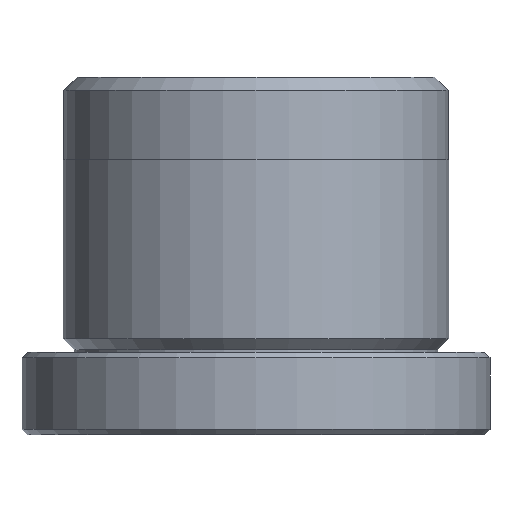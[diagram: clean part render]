
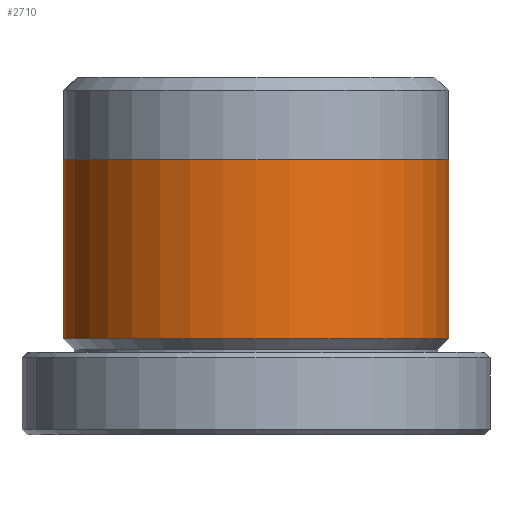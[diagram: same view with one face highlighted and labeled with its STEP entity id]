
A CAD part, front view. The second image highlights one B-rep face of the part: STEP entity #2710.
In plain terms, the highlighted cylindrical face has radius 7 mm (diameter 14 mm), a partial arc.
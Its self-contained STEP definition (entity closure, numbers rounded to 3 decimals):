
#31 = VERTEX_POINT ( 'NONE', #2549 ) ;
#93 = CARTESIAN_POINT ( 'NONE',  ( 7., 0., 10. ) ) ;
#117 = DIRECTION ( 'NONE',  ( 0., 0., -1. ) ) ;
#394 = CARTESIAN_POINT ( 'NONE',  ( 0., 0., 13. ) ) ;
#418 = ORIENTED_EDGE ( 'NONE', *, *, #3100, .F. ) ;
#439 = DIRECTION ( 'NONE',  ( 0., 0., -1. ) ) ;
#442 = AXIS2_PLACEMENT_3D ( 'NONE', #940, #2649, #1187 ) ;
#704 = ORIENTED_EDGE ( 'NONE', *, *, #2921, .F. ) ;
#741 = VECTOR ( 'NONE', #2513, 1000. ) ;
#940 = CARTESIAN_POINT ( 'NONE',  ( 0., 0., 10. ) ) ;
#1016 = VERTEX_POINT ( 'NONE', #93 ) ;
#1056 = CARTESIAN_POINT ( 'NONE',  ( -7., 0., 13. ) ) ;
#1067 = ORIENTED_EDGE ( 'NONE', *, *, #2483, .T. ) ;
#1176 = FACE_OUTER_BOUND ( 'NONE', #1478, .T. ) ;
#1187 = DIRECTION ( 'NONE',  ( 1., 0., 0. ) ) ;
#1346 = CARTESIAN_POINT ( 'NONE',  ( 7., 0., 13. ) ) ;
#1357 = ORIENTED_EDGE ( 'NONE', *, *, #2660, .F. ) ;
#1402 = VERTEX_POINT ( 'NONE', #1548 ) ;
#1471 = LINE ( 'NONE', #1056, #741 ) ;
#1478 = EDGE_LOOP ( 'NONE', ( #1357, #418, #1067, #704 ) ) ;
#1509 = CIRCLE ( 'NONE', #2767, 7. ) ;
#1548 = CARTESIAN_POINT ( 'NONE',  ( -7., 0., 10. ) ) ;
#1609 = CIRCLE ( 'NONE', #442, 7. ) ;
#1625 = DIRECTION ( 'NONE',  ( 0., 0., -1. ) ) ;
#1892 = CARTESIAN_POINT ( 'NONE',  ( 0., 0., 3.5 ) ) ;
#1896 = VERTEX_POINT ( 'NONE', #2365 ) ;
#2133 = DIRECTION ( 'NONE',  ( -1., 0., 0. ) ) ;
#2316 = CYLINDRICAL_SURFACE ( 'NONE', #2431, 7. ) ;
#2365 = CARTESIAN_POINT ( 'NONE',  ( 7., 0., 3.5 ) ) ;
#2431 = AXIS2_PLACEMENT_3D ( 'NONE', #394, #1625, #2812 ) ;
#2447 = VECTOR ( 'NONE', #117, 1000. ) ;
#2483 = EDGE_CURVE ( 'NONE', #1402, #31, #1471, .T. ) ;
#2513 = DIRECTION ( 'NONE',  ( 0., 0., -1. ) ) ;
#2549 = CARTESIAN_POINT ( 'NONE',  ( -7., 0., 3.5 ) ) ;
#2649 = DIRECTION ( 'NONE',  ( 0., 0., 1. ) ) ;
#2660 = EDGE_CURVE ( 'NONE', #1016, #1896, #3102, .T. ) ;
#2710 = ADVANCED_FACE ( 'NONE', ( #1176 ), #2316, .T. ) ;
#2767 = AXIS2_PLACEMENT_3D ( 'NONE', #1892, #439, #2133 ) ;
#2812 = DIRECTION ( 'NONE',  ( -1., 0., 0. ) ) ;
#2921 = EDGE_CURVE ( 'NONE', #1896, #31, #1509, .T. ) ;
#3100 = EDGE_CURVE ( 'NONE', #1402, #1016, #1609, .T. ) ;
#3102 = LINE ( 'NONE', #1346, #2447 ) ;
